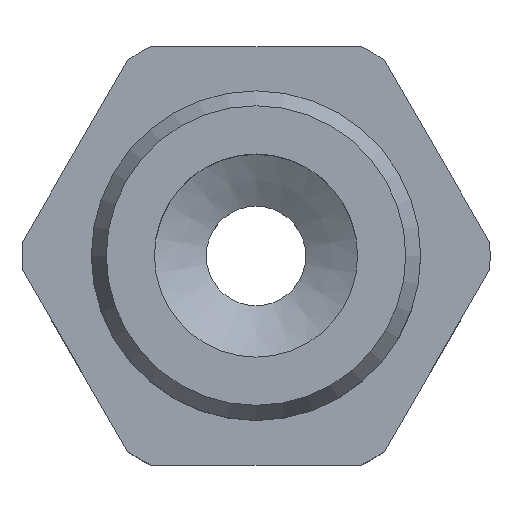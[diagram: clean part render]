
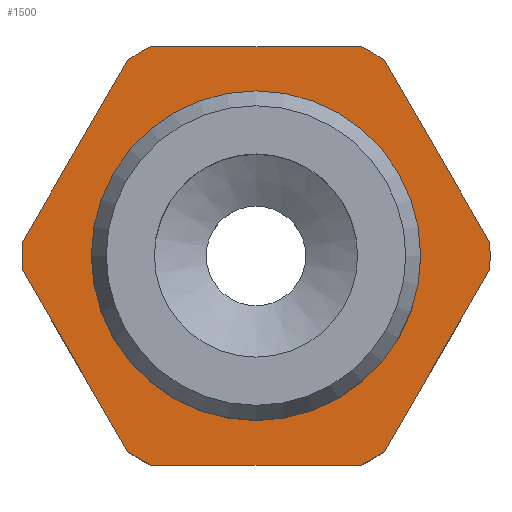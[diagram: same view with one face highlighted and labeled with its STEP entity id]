
A CAD part, top view. The second image highlights one B-rep face of the part: STEP entity #1500.
In plain terms, the highlighted planar face has unit normal (0, 0, 1).
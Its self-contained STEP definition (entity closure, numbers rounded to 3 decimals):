
#43=CIRCLE('',#1568,11.75);
#44=CIRCLE('',#1569,11.75);
#45=CIRCLE('',#1570,11.75);
#46=CIRCLE('',#1571,11.75);
#47=CIRCLE('',#1572,11.75);
#48=CIRCLE('',#1573,11.75);
#49=CIRCLE('',#1574,8.269);
#66=FACE_BOUND('',#249,.T.);
#91=PLANE('',#1567);
#160=FACE_OUTER_BOUND('',#248,.T.);
#248=EDGE_LOOP('',(#1307,#1308,#1309,#1310,#1311,#1312,#1313,#1314,#1315,
#1316,#1317,#1318));
#249=EDGE_LOOP('',(#1319));
#354=LINE('',#2951,#466);
#357=LINE('',#2957,#469);
#360=LINE('',#2963,#472);
#363=LINE('',#2969,#475);
#366=LINE('',#2975,#478);
#369=LINE('',#2981,#481);
#466=VECTOR('',#1753,10.);
#469=VECTOR('',#1758,10.);
#472=VECTOR('',#1763,10.);
#475=VECTOR('',#1768,10.);
#478=VECTOR('',#1773,10.);
#481=VECTOR('',#1778,10.);
#698=VERTEX_POINT('',#2949);
#699=VERTEX_POINT('',#2950);
#700=VERTEX_POINT('',#2955);
#701=VERTEX_POINT('',#2956);
#702=VERTEX_POINT('',#2961);
#703=VERTEX_POINT('',#2962);
#704=VERTEX_POINT('',#2967);
#705=VERTEX_POINT('',#2968);
#706=VERTEX_POINT('',#2973);
#707=VERTEX_POINT('',#2974);
#708=VERTEX_POINT('',#2979);
#709=VERTEX_POINT('',#2980);
#710=VERTEX_POINT('',#2991);
#902=EDGE_CURVE('',#698,#699,#354,.T.);
#905=EDGE_CURVE('',#700,#701,#357,.T.);
#908=EDGE_CURVE('',#702,#703,#360,.T.);
#911=EDGE_CURVE('',#704,#705,#363,.T.);
#914=EDGE_CURVE('',#706,#707,#366,.T.);
#917=EDGE_CURVE('',#708,#709,#369,.T.);
#920=EDGE_CURVE('',#699,#706,#43,.T.);
#921=EDGE_CURVE('',#707,#704,#44,.T.);
#922=EDGE_CURVE('',#705,#702,#45,.T.);
#923=EDGE_CURVE('',#703,#708,#46,.T.);
#924=EDGE_CURVE('',#709,#700,#47,.T.);
#925=EDGE_CURVE('',#701,#698,#48,.T.);
#926=EDGE_CURVE('',#710,#710,#49,.T.);
#1307=ORIENTED_EDGE('',*,*,#902,.T.);
#1308=ORIENTED_EDGE('',*,*,#920,.T.);
#1309=ORIENTED_EDGE('',*,*,#914,.T.);
#1310=ORIENTED_EDGE('',*,*,#921,.T.);
#1311=ORIENTED_EDGE('',*,*,#911,.T.);
#1312=ORIENTED_EDGE('',*,*,#922,.T.);
#1313=ORIENTED_EDGE('',*,*,#908,.T.);
#1314=ORIENTED_EDGE('',*,*,#923,.T.);
#1315=ORIENTED_EDGE('',*,*,#917,.T.);
#1316=ORIENTED_EDGE('',*,*,#924,.T.);
#1317=ORIENTED_EDGE('',*,*,#905,.T.);
#1318=ORIENTED_EDGE('',*,*,#925,.T.);
#1319=ORIENTED_EDGE('',*,*,#926,.F.);
#1500=ADVANCED_FACE('',(#160,#66),#91,.T.);
#1567=AXIS2_PLACEMENT_3D('',#2984,#1781,#1782);
#1568=AXIS2_PLACEMENT_3D('',#2985,#1783,#1784);
#1569=AXIS2_PLACEMENT_3D('',#2986,#1785,#1786);
#1570=AXIS2_PLACEMENT_3D('',#2987,#1787,#1788);
#1571=AXIS2_PLACEMENT_3D('',#2988,#1789,#1790);
#1572=AXIS2_PLACEMENT_3D('',#2989,#1791,#1792);
#1573=AXIS2_PLACEMENT_3D('',#2990,#1793,#1794);
#1574=AXIS2_PLACEMENT_3D('',#2992,#1795,#1796);
#1753=DIRECTION('',(0.5,0.866,0.));
#1758=DIRECTION('',(1.,0.,0.));
#1763=DIRECTION('',(-0.5,-0.866,0.));
#1768=DIRECTION('',(-1.,0.,0.));
#1773=DIRECTION('',(-0.5,0.866,0.));
#1778=DIRECTION('',(0.5,-0.866,0.));
#1781=DIRECTION('center_axis',(0.,0.,1.));
#1782=DIRECTION('ref_axis',(1.,0.,0.));
#1783=DIRECTION('center_axis',(0.,0.,1.));
#1784=DIRECTION('ref_axis',(1.,0.,0.));
#1785=DIRECTION('center_axis',(0.,0.,1.));
#1786=DIRECTION('ref_axis',(1.,0.,0.));
#1787=DIRECTION('center_axis',(0.,0.,1.));
#1788=DIRECTION('ref_axis',(1.,0.,0.));
#1789=DIRECTION('center_axis',(0.,0.,1.));
#1790=DIRECTION('ref_axis',(1.,0.,0.));
#1791=DIRECTION('center_axis',(0.,0.,1.));
#1792=DIRECTION('ref_axis',(1.,0.,0.));
#1793=DIRECTION('center_axis',(0.,0.,1.));
#1794=DIRECTION('ref_axis',(1.,0.,0.));
#1795=DIRECTION('center_axis',(0.,0.,1.));
#1796=DIRECTION('ref_axis',(1.,0.,0.));
#2949=CARTESIAN_POINT('',(6.456,-9.817,0.));
#2950=CARTESIAN_POINT('',(11.73,-0.683,0.));
#2951=CARTESIAN_POINT('',(8.622,-6.067,0.));
#2955=CARTESIAN_POINT('',(-5.274,-10.5,0.));
#2956=CARTESIAN_POINT('',(5.274,-10.5,0.));
#2957=CARTESIAN_POINT('',(2.637,-10.5,0.));
#2961=CARTESIAN_POINT('',(-6.456,9.817,0.));
#2962=CARTESIAN_POINT('',(-11.73,0.683,0.));
#2963=CARTESIAN_POINT('',(-12.202,-0.134,0.));
#2967=CARTESIAN_POINT('',(5.274,10.5,0.));
#2968=CARTESIAN_POINT('',(-5.274,10.5,0.));
#2969=CARTESIAN_POINT('',(-2.637,10.5,0.));
#2973=CARTESIAN_POINT('',(11.73,0.683,0.));
#2974=CARTESIAN_POINT('',(6.456,9.817,0.));
#2975=CARTESIAN_POINT('',(9.565,4.433,0.));
#2979=CARTESIAN_POINT('',(-11.73,-0.683,0.));
#2980=CARTESIAN_POINT('',(-6.456,-9.817,0.));
#2981=CARTESIAN_POINT('',(-5.985,-10.634,0.));
#2984=CARTESIAN_POINT('Origin',(0.,-8.269,0.));
#2985=CARTESIAN_POINT('Origin',(0.,0.,0.));
#2986=CARTESIAN_POINT('Origin',(0.,0.,0.));
#2987=CARTESIAN_POINT('Origin',(0.,0.,0.));
#2988=CARTESIAN_POINT('Origin',(0.,0.,0.));
#2989=CARTESIAN_POINT('Origin',(0.,0.,0.));
#2990=CARTESIAN_POINT('Origin',(0.,0.,0.));
#2991=CARTESIAN_POINT('',(0.,8.269,0.));
#2992=CARTESIAN_POINT('Origin',(0.,0.,0.));
